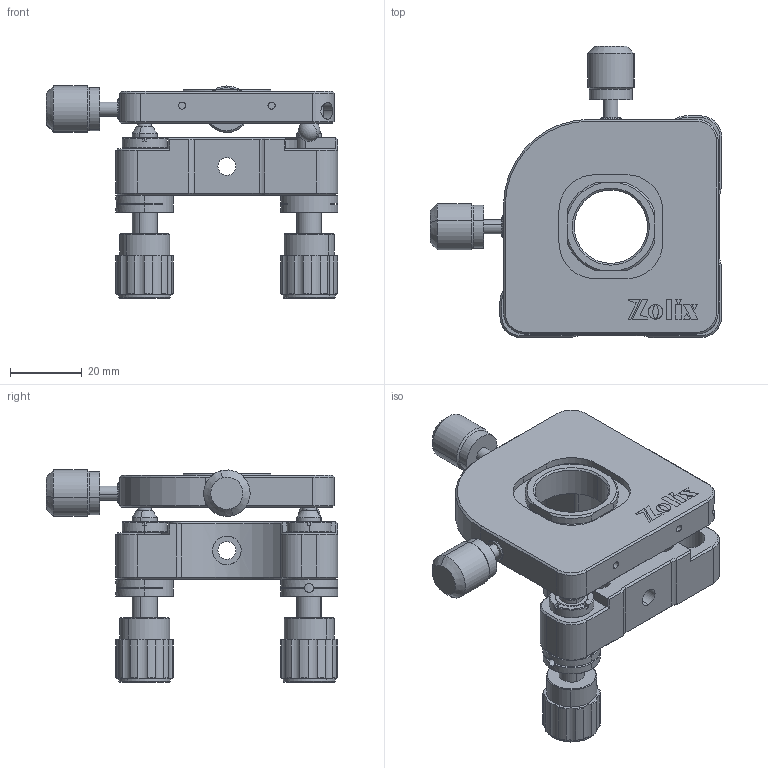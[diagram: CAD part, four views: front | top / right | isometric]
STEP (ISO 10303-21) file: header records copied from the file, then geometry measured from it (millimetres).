
FILE_DESCRIPTION (( 'STEP AP203' ), '1' );
FILE_NAME ('OM4A-LBE22.step', '2019-05-09T09:01:20', ( '' ), ( '' ), 'SwSTEP 2.0', 'SolidWorks 2016', '' );
FILE_SCHEMA (( 'CONFIG_CONTROL_DESIGN' ));
Length unit declared in the file: millimetre
Products named in the file (1): OM4A-LBE22
Bounding box: 81.48 x 81.48 x 59.3 mm (x, y, z)
Surface area: 29171.3 mm2 (no closed solid volume)
Topology: 0 solids, 40 shells, 568 faces, 1939 edges, 1391 vertices
Faces by surface type: plane 215, cylinder 193, cone 152, sphere 8
Entity records: 21866 total; most frequent: CARTESIAN_POINT 4969, DIRECTION 3598, ORIENTED_EDGE 3180, EDGE_CURVE 1926, VERTEX_POINT 1384, AXIS2_PLACEMENT_3D 1265, LINE 1068, VECTOR 1068
